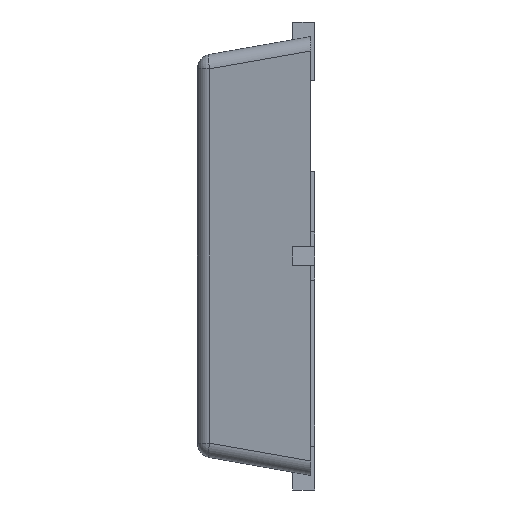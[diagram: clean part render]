
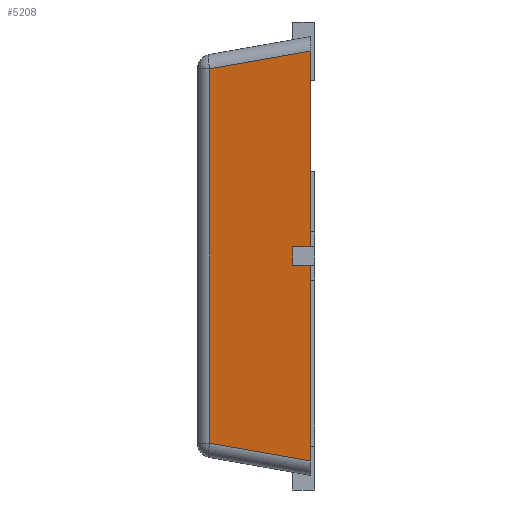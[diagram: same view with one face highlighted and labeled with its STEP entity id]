
A CAD part, left-side view. The second image highlights one B-rep face of the part: STEP entity #5208.
In plain terms, the highlighted planar face has unit normal (-0.985, 0.174, 0).
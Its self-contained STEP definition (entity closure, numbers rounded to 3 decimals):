
#25 = EDGE_CURVE ( 'NONE', #6092, #514, #960, .T. ) ;
#53 = VECTOR ( 'NONE', #3243, 1000. ) ;
#124 = CARTESIAN_POINT ( 'NONE',  ( -1.5, 0.025, 1.5 ) ) ;
#198 = VERTEX_POINT ( 'NONE', #397 ) ;
#395 = ORIENTED_EDGE ( 'NONE', *, *, #4903, .T. ) ;
#397 = CARTESIAN_POINT ( 'NONE',  ( -1.5, 0.025, 1.402 ) ) ;
#441 = ORIENTED_EDGE ( 'NONE', *, *, #4603, .F. ) ;
#491 = CARTESIAN_POINT ( 'NONE',  ( -1.503, 0.009, 1.404 ) ) ;
#502 = ORIENTED_EDGE ( 'NONE', *, *, #6056, .T. ) ;
#503 = ORIENTED_EDGE ( 'NONE', *, *, #5412, .T. ) ;
#514 = VERTEX_POINT ( 'NONE', #4313 ) ;
#619 = VERTEX_POINT ( 'NONE', #6763 ) ;
#960 = LINE ( 'NONE', #7161, #53 ) ;
#1139 = LINE ( 'NONE', #2287, #6147 ) ;
#1474 = VECTOR ( 'NONE', #3983, 1000. ) ;
#1797 = LINE ( 'NONE', #7138, #3187 ) ;
#1847 = LINE ( 'NONE', #4302, #4245 ) ;
#2027 = DIRECTION ( 'NONE',  ( 0.174, 0.985, 0. ) ) ;
#2287 = CARTESIAN_POINT ( 'NONE',  ( -1.378, 0.717, 1.5 ) ) ;
#2299 = EDGE_CURVE ( 'NONE', #3658, #6092, #1139, .T. ) ;
#2648 = FACE_OUTER_BOUND ( 'NONE', #5236, .T. ) ;
#2657 = VERTEX_POINT ( 'NONE', #3562 ) ;
#2924 = ORIENTED_EDGE ( 'NONE', *, *, #7401, .F. ) ;
#3017 = DIRECTION ( 'NONE',  ( -0.174, -0.985, 0. ) ) ;
#3187 = VECTOR ( 'NONE', #5293, 1000. ) ;
#3243 = DIRECTION ( 'NONE',  ( -0.171, -0.97, -0.171 ) ) ;
#3319 = VECTOR ( 'NONE', #4513, 1000. ) ;
#3498 = VECTOR ( 'NONE', #2027, 1000. ) ;
#3562 = CARTESIAN_POINT ( 'NONE',  ( -1.478, 0.15, 0.063 ) ) ;
#3641 = CARTESIAN_POINT ( 'NONE',  ( -1.5, 0.025, 0.063 ) ) ;
#3658 = VERTEX_POINT ( 'NONE', #3845 ) ;
#3832 = CARTESIAN_POINT ( 'NONE',  ( -1.478, 0.15, 1.5 ) ) ;
#3845 = CARTESIAN_POINT ( 'NONE',  ( -1.378, 0.717, 1.279 ) ) ;
#3861 = CARTESIAN_POINT ( 'NONE',  ( -1.5, 0.025, 0.063 ) ) ;
#3943 = CARTESIAN_POINT ( 'NONE',  ( -1.5, 0.025, -0.062 ) ) ;
#3983 = DIRECTION ( 'NONE',  ( 0.171, 0.97, -0.171 ) ) ;
#4082 = VERTEX_POINT ( 'NONE', #3641 ) ;
#4100 = LINE ( 'NONE', #491, #1474 ) ;
#4245 = VECTOR ( 'NONE', #3017, 1000. ) ;
#4302 = CARTESIAN_POINT ( 'NONE',  ( -1.5, 0.025, -0.062 ) ) ;
#4313 = CARTESIAN_POINT ( 'NONE',  ( -1.5, 0.025, -1.402 ) ) ;
#4442 = LINE ( 'NONE', #3832, #3319 ) ;
#4513 = DIRECTION ( 'NONE',  ( 0., 0., -1. ) ) ;
#4603 = EDGE_CURVE ( 'NONE', #4082, #2657, #6779, .T. ) ;
#4863 = AXIS2_PLACEMENT_3D ( 'NONE', #6150, #6217, #4973 ) ;
#4903 = EDGE_CURVE ( 'NONE', #514, #5350, #5329, .T. ) ;
#4973 = DIRECTION ( 'NONE',  ( -0.174, -0.985, 0. ) ) ;
#4983 = VECTOR ( 'NONE', #5831, 1000. ) ;
#5141 = ORIENTED_EDGE ( 'NONE', *, *, #25, .T. ) ;
#5208 = ADVANCED_FACE ( 'NONE', ( #2648 ), #5546, .T. ) ;
#5236 = EDGE_LOOP ( 'NONE', ( #7334, #2924, #441, #502, #503, #5557, #5141, #395 ) ) ;
#5293 = DIRECTION ( 'NONE',  ( 0., 0., 1. ) ) ;
#5329 = LINE ( 'NONE', #124, #4983 ) ;
#5350 = VERTEX_POINT ( 'NONE', #3943 ) ;
#5412 = EDGE_CURVE ( 'NONE', #198, #3658, #4100, .T. ) ;
#5518 = EDGE_CURVE ( 'NONE', #619, #5350, #1847, .T. ) ;
#5546 = PLANE ( 'NONE',  #4863 ) ;
#5557 = ORIENTED_EDGE ( 'NONE', *, *, #2299, .T. ) ;
#5831 = DIRECTION ( 'NONE',  ( 0., 0., 1. ) ) ;
#5857 = CARTESIAN_POINT ( 'NONE',  ( -1.378, 0.717, -1.279 ) ) ;
#6056 = EDGE_CURVE ( 'NONE', #4082, #198, #1797, .T. ) ;
#6092 = VERTEX_POINT ( 'NONE', #5857 ) ;
#6147 = VECTOR ( 'NONE', #7428, 1000. ) ;
#6150 = CARTESIAN_POINT ( 'NONE',  ( -1.5, 0.025, 1.5 ) ) ;
#6217 = DIRECTION ( 'NONE',  ( -0.985, 0.174, 0. ) ) ;
#6763 = CARTESIAN_POINT ( 'NONE',  ( -1.478, 0.15, -0.062 ) ) ;
#6779 = LINE ( 'NONE', #3861, #3498 ) ;
#7138 = CARTESIAN_POINT ( 'NONE',  ( -1.5, 0.025, 1.5 ) ) ;
#7161 = CARTESIAN_POINT ( 'NONE',  ( -1.415, 0.507, -1.317 ) ) ;
#7334 = ORIENTED_EDGE ( 'NONE', *, *, #5518, .F. ) ;
#7401 = EDGE_CURVE ( 'NONE', #2657, #619, #4442, .T. ) ;
#7428 = DIRECTION ( 'NONE',  ( 0., 0., -1. ) ) ;
